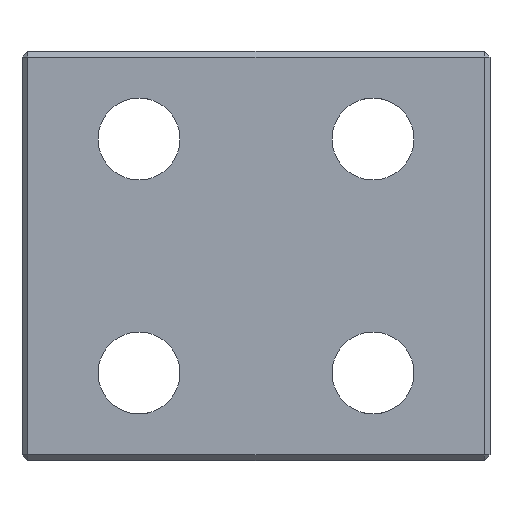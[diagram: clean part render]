
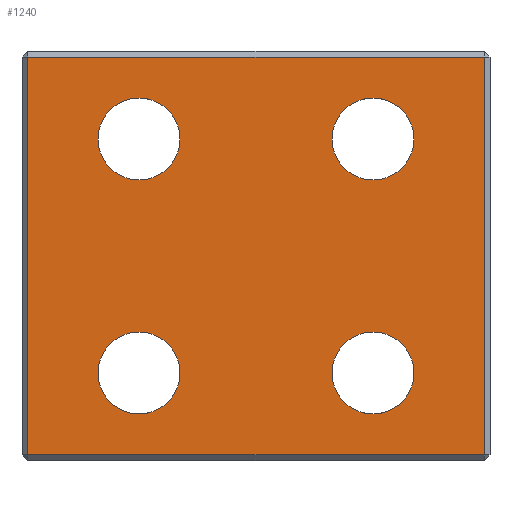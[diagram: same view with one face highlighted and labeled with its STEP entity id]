
A CAD part, front view. The second image highlights one B-rep face of the part: STEP entity #1240.
In plain terms, the highlighted planar face has unit normal (0, -1, 0).
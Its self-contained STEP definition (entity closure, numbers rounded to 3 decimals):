
#36 = VERTEX_POINT ( 'NONE', #1263 ) ;
#37 = ORIENTED_EDGE ( 'NONE', *, *, #403, .F. ) ;
#42 = DIRECTION ( 'NONE',  ( 0., 0., -1. ) ) ;
#85 = EDGE_CURVE ( 'NONE', #3074, #36, #3006, .T. ) ;
#91 = CARTESIAN_POINT ( 'NONE',  ( -20., 0., 17. ) ) ;
#106 = CIRCLE ( 'NONE', #880, 3.5 ) ;
#120 = CARTESIAN_POINT ( 'NONE',  ( -10., 0., -10. ) ) ;
#126 = CARTESIAN_POINT ( 'NONE',  ( -10., 0., -10. ) ) ;
#134 = DIRECTION ( 'NONE',  ( 1., 0., 0. ) ) ;
#149 = CARTESIAN_POINT ( 'NONE',  ( 10., 0., -10. ) ) ;
#179 = VECTOR ( 'NONE', #1424, 1000. ) ;
#183 = AXIS2_PLACEMENT_3D ( 'NONE', #839, #374, #2484 ) ;
#189 = CARTESIAN_POINT ( 'NONE',  ( 10., 0., 10. ) ) ;
#195 = CIRCLE ( 'NONE', #468, 3.5 ) ;
#223 = FACE_OUTER_BOUND ( 'NONE', #1479, .T. ) ;
#243 = VERTEX_POINT ( 'NONE', #2540 ) ;
#251 = CARTESIAN_POINT ( 'NONE',  ( 10., 0., 6.5 ) ) ;
#309 = ORIENTED_EDGE ( 'NONE', *, *, #1527, .F. ) ;
#367 = VECTOR ( 'NONE', #134, 1000. ) ;
#374 = DIRECTION ( 'NONE',  ( 0., -1., 0. ) ) ;
#403 = EDGE_CURVE ( 'NONE', #416, #2300, #2386, .T. ) ;
#406 = FACE_BOUND ( 'NONE', #3043, .T. ) ;
#416 = VERTEX_POINT ( 'NONE', #1286 ) ;
#426 = VECTOR ( 'NONE', #1768, 1000. ) ;
#427 = DIRECTION ( 'NONE',  ( 0., -1., 0. ) ) ;
#429 = DIRECTION ( 'NONE',  ( 0., 0., -1. ) ) ;
#455 = VECTOR ( 'NONE', #1034, 1000. ) ;
#468 = AXIS2_PLACEMENT_3D ( 'NONE', #2086, #1376, #429 ) ;
#477 = EDGE_CURVE ( 'NONE', #2164, #243, #1018, .T. ) ;
#516 = ORIENTED_EDGE ( 'NONE', *, *, #85, .T. ) ;
#559 = CARTESIAN_POINT ( 'NONE',  ( 19.5, 0., 17.5 ) ) ;
#570 = DIRECTION ( 'NONE',  ( 0., -1., 0. ) ) ;
#588 = DIRECTION ( 'NONE',  ( 0., 0., -1. ) ) ;
#634 = EDGE_LOOP ( 'NONE', ( #1639, #2134 ) ) ;
#703 = EDGE_CURVE ( 'NONE', #36, #1685, #2640, .T. ) ;
#721 = VERTEX_POINT ( 'NONE', #1740 ) ;
#767 = EDGE_CURVE ( 'NONE', #243, #2164, #1370, .T. ) ;
#804 = CARTESIAN_POINT ( 'NONE',  ( 0., 0., 0. ) ) ;
#807 = CARTESIAN_POINT ( 'NONE',  ( 10., 0., -13.5 ) ) ;
#839 = CARTESIAN_POINT ( 'NONE',  ( 10., 0., 10. ) ) ;
#880 = AXIS2_PLACEMENT_3D ( 'NONE', #2756, #1331, #42 ) ;
#1003 = EDGE_CURVE ( 'NONE', #1670, #3074, #3064, .T. ) ;
#1018 = CIRCLE ( 'NONE', #1371, 3.5 ) ;
#1029 = FACE_BOUND ( 'NONE', #634, .T. ) ;
#1034 = DIRECTION ( 'NONE',  ( 0., 0., 1. ) ) ;
#1035 = EDGE_CURVE ( 'NONE', #1685, #1670, #1624, .T. ) ;
#1096 = AXIS2_PLACEMENT_3D ( 'NONE', #120, #2018, #588 ) ;
#1117 = VERTEX_POINT ( 'NONE', #251 ) ;
#1142 = CIRCLE ( 'NONE', #1096, 3.5 ) ;
#1227 = AXIS2_PLACEMENT_3D ( 'NONE', #126, #570, #2473 ) ;
#1240 = ADVANCED_FACE ( 'NONE', ( #223, #1029, #406, #1693, #1467 ), #1251, .T. ) ;
#1251 = PLANE ( 'NONE',  #2083 ) ;
#1263 = CARTESIAN_POINT ( 'NONE',  ( 19.5, 0., 17. ) ) ;
#1286 = CARTESIAN_POINT ( 'NONE',  ( -10., 0., -13.5 ) ) ;
#1311 = ORIENTED_EDGE ( 'NONE', *, *, #1035, .T. ) ;
#1331 = DIRECTION ( 'NONE',  ( 0., -1., 0. ) ) ;
#1370 = CIRCLE ( 'NONE', #2262, 3.5 ) ;
#1371 = AXIS2_PLACEMENT_3D ( 'NONE', #149, #1805, #1794 ) ;
#1376 = DIRECTION ( 'NONE',  ( 0., -1., 0. ) ) ;
#1408 = EDGE_CURVE ( 'NONE', #721, #1707, #195, .T. ) ;
#1424 = DIRECTION ( 'NONE',  ( 0., 0., -1. ) ) ;
#1440 = ORIENTED_EDGE ( 'NONE', *, *, #477, .F. ) ;
#1467 = FACE_BOUND ( 'NONE', #1833, .T. ) ;
#1479 = EDGE_LOOP ( 'NONE', ( #1311, #2616, #516, #2257 ) ) ;
#1488 = ORIENTED_EDGE ( 'NONE', *, *, #2411, .F. ) ;
#1527 = EDGE_CURVE ( 'NONE', #2763, #1117, #2518, .T. ) ;
#1556 = DIRECTION ( 'NONE',  ( 0., 0., -1. ) ) ;
#1624 = LINE ( 'NONE', #3079, #179 ) ;
#1635 = AXIS2_PLACEMENT_3D ( 'NONE', #189, #427, #1819 ) ;
#1639 = ORIENTED_EDGE ( 'NONE', *, *, #1986, .F. ) ;
#1670 = VERTEX_POINT ( 'NONE', #2158 ) ;
#1685 = VERTEX_POINT ( 'NONE', #1716 ) ;
#1687 = CARTESIAN_POINT ( 'NONE',  ( 19.5, 0., -17. ) ) ;
#1692 = EDGE_LOOP ( 'NONE', ( #1440, #2764 ) ) ;
#1693 = FACE_BOUND ( 'NONE', #1692, .T. ) ;
#1707 = VERTEX_POINT ( 'NONE', #1948 ) ;
#1716 = CARTESIAN_POINT ( 'NONE',  ( -19.5, 0., 17. ) ) ;
#1730 = DIRECTION ( 'NONE',  ( 0., -1., 0. ) ) ;
#1740 = CARTESIAN_POINT ( 'NONE',  ( -10., 0., 13.5 ) ) ;
#1768 = DIRECTION ( 'NONE',  ( -1., 0., 0. ) ) ;
#1793 = CARTESIAN_POINT ( 'NONE',  ( -10., 0., -6.5 ) ) ;
#1794 = DIRECTION ( 'NONE',  ( 0., 0., -1. ) ) ;
#1805 = DIRECTION ( 'NONE',  ( 0., -1., 0. ) ) ;
#1819 = DIRECTION ( 'NONE',  ( 0., 0., -1. ) ) ;
#1833 = EDGE_LOOP ( 'NONE', ( #37, #1910 ) ) ;
#1885 = EDGE_CURVE ( 'NONE', #2300, #416, #1142, .T. ) ;
#1910 = ORIENTED_EDGE ( 'NONE', *, *, #1885, .F. ) ;
#1948 = CARTESIAN_POINT ( 'NONE',  ( -10., 0., 6.5 ) ) ;
#1984 = DIRECTION ( 'NONE',  ( 0., -1., 0. ) ) ;
#1986 = EDGE_CURVE ( 'NONE', #1707, #721, #106, .T. ) ;
#2018 = DIRECTION ( 'NONE',  ( 0., -1., 0. ) ) ;
#2020 = CARTESIAN_POINT ( 'NONE',  ( 20., 0., -17. ) ) ;
#2083 = AXIS2_PLACEMENT_3D ( 'NONE', #804, #1730, #2902 ) ;
#2086 = CARTESIAN_POINT ( 'NONE',  ( -10., 0., 10. ) ) ;
#2134 = ORIENTED_EDGE ( 'NONE', *, *, #1408, .F. ) ;
#2158 = CARTESIAN_POINT ( 'NONE',  ( -19.5, 0., -17. ) ) ;
#2164 = VERTEX_POINT ( 'NONE', #807 ) ;
#2257 = ORIENTED_EDGE ( 'NONE', *, *, #703, .T. ) ;
#2262 = AXIS2_PLACEMENT_3D ( 'NONE', #2486, #1984, #1556 ) ;
#2300 = VERTEX_POINT ( 'NONE', #1793 ) ;
#2386 = CIRCLE ( 'NONE', #1227, 3.5 ) ;
#2411 = EDGE_CURVE ( 'NONE', #1117, #2763, #2827, .T. ) ;
#2473 = DIRECTION ( 'NONE',  ( 0., 0., -1. ) ) ;
#2484 = DIRECTION ( 'NONE',  ( 0., 0., -1. ) ) ;
#2486 = CARTESIAN_POINT ( 'NONE',  ( 10., 0., -10. ) ) ;
#2518 = CIRCLE ( 'NONE', #183, 3.5 ) ;
#2540 = CARTESIAN_POINT ( 'NONE',  ( 10., 0., -6.5 ) ) ;
#2616 = ORIENTED_EDGE ( 'NONE', *, *, #1003, .T. ) ;
#2640 = LINE ( 'NONE', #91, #426 ) ;
#2756 = CARTESIAN_POINT ( 'NONE',  ( -10., 0., 10. ) ) ;
#2763 = VERTEX_POINT ( 'NONE', #2804 ) ;
#2764 = ORIENTED_EDGE ( 'NONE', *, *, #767, .F. ) ;
#2804 = CARTESIAN_POINT ( 'NONE',  ( 10., 0., 13.5 ) ) ;
#2827 = CIRCLE ( 'NONE', #1635, 3.5 ) ;
#2902 = DIRECTION ( 'NONE',  ( 0., 0., -1. ) ) ;
#3006 = LINE ( 'NONE', #559, #455 ) ;
#3043 = EDGE_LOOP ( 'NONE', ( #1488, #309 ) ) ;
#3064 = LINE ( 'NONE', #2020, #367 ) ;
#3074 = VERTEX_POINT ( 'NONE', #1687 ) ;
#3079 = CARTESIAN_POINT ( 'NONE',  ( -19.5, 0., -17.5 ) ) ;
